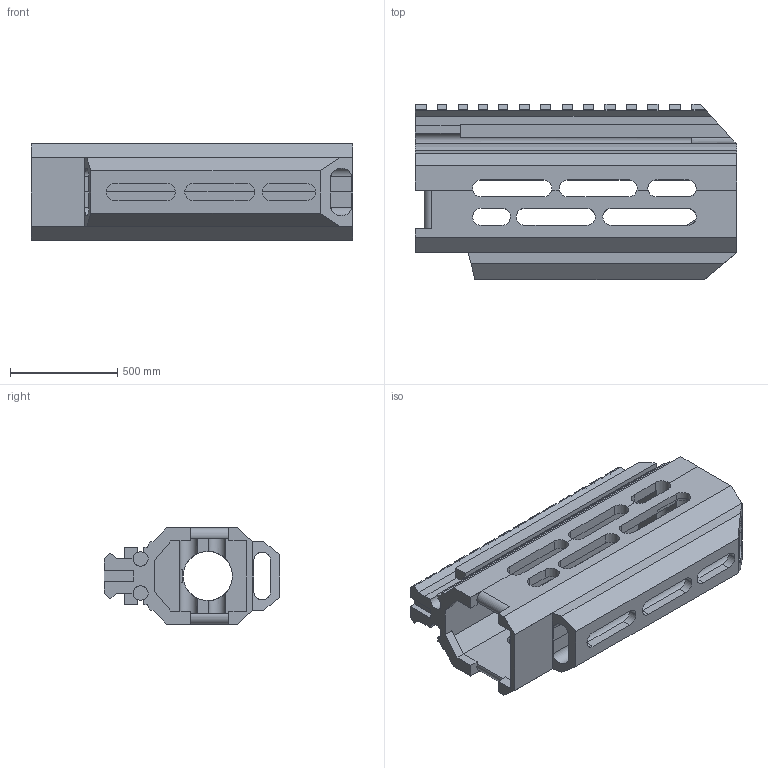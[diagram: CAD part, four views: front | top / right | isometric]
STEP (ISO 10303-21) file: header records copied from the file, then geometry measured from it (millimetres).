
FILE_DESCRIPTION(/* description */ (''),/* implementation_level */ '2;1');
FILE_NAME(/* name */ 'a23929f0-d98b-42e6-a182-d743c6cc63ba.stp',/* time_stamp */ '2019-04-22T07:12:26+00:00',/* author */ (''),/* organization */ (''),/* preprocessor_version */ 'ST-DEVELOPER v18',/* originating_system */ 'Autodesk Translation Framework v8.2.0.1029',/* authorisation */ '');
FILE_SCHEMA (('AUTOMOTIVE_DESIGN { 1 0 10303 214 3 1 1 }'));
Length unit declared in the file: millimetre
Products named in the file (1): scorpion normal V9
Bounding box: 1500 x 819.29 x 449.95 mm (x, y, z)
Volume: 151550754.7 mm3; surface area: 7038710.6 mm2
Topology: 1 solids, 1 shells, 369 faces, 1132 edges, 754 vertices
Faces by surface type: plane 316, cylinder 51, bspline 2
Entity records: 12742 total; most frequent: CARTESIAN_POINT 2407, ORIENTED_EDGE 2264, DIRECTION 2002, EDGE_CURVE 1132, LINE 986, VECTOR 986, VERTEX_POINT 754, AXIS2_PLACEMENT_3D 508
